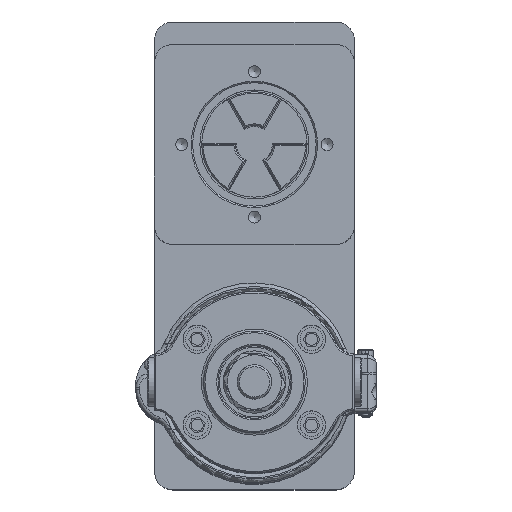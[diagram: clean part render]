
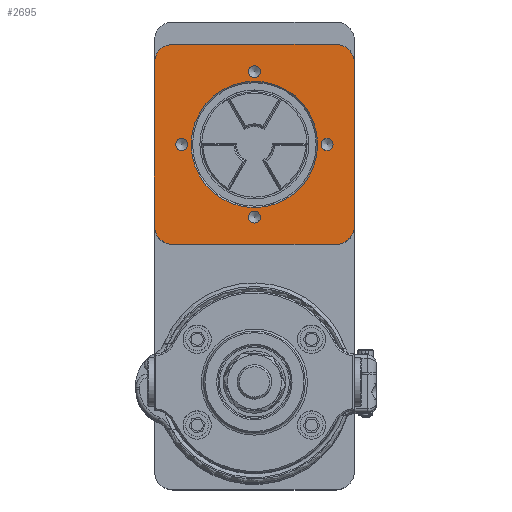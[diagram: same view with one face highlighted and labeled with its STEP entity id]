
A CAD part, top view. The second image highlights one B-rep face of the part: STEP entity #2695.
In plain terms, the highlighted planar face has unit normal (0, 0, 1).
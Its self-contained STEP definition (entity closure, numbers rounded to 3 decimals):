
#63 = EDGE_LOOP ( 'NONE', ( #4431 ) ) ;
#118 = FACE_BOUND ( 'NONE', #63, .T. ) ;
#176 = DIRECTION ( 'NONE',  ( -1., 0., 0. ) ) ;
#196 = VERTEX_POINT ( 'NONE', #21531 ) ;
#471 = ORIENTED_EDGE ( 'NONE', *, *, #20590, .T. ) ;
#872 = VECTOR ( 'NONE', #11890, 1000. ) ;
#887 = DIRECTION ( 'NONE',  ( 0., 0., 1. ) ) ;
#1110 = EDGE_CURVE ( 'NONE', #24084, #24084, #23653, .T. ) ;
#1366 = CARTESIAN_POINT ( 'NONE',  ( 27.5, 0., 44.399 ) ) ;
#1897 = VERTEX_POINT ( 'NONE', #5324 ) ;
#1966 = DIRECTION ( 'NONE',  ( 0., -1., 0. ) ) ;
#2492 = FACE_BOUND ( 'NONE', #17833, .T. ) ;
#2695 = ADVANCED_FACE ( 'NONE', ( #17592, #118, #11595, #2492, #5869, #13845 ), #13348, .F. ) ;
#3290 = VERTEX_POINT ( 'NONE', #15628 ) ;
#3424 = VERTEX_POINT ( 'NONE', #3794 ) ;
#3479 = EDGE_CURVE ( 'NONE', #17230, #1897, #12852, .T. ) ;
#3739 = CARTESIAN_POINT ( 'NONE',  ( 28.575, -34.925, 44.399 ) ) ;
#3794 = CARTESIAN_POINT ( 'NONE',  ( 2.1, -25.4, 44.399 ) ) ;
#4347 = ORIENTED_EDGE ( 'NONE', *, *, #7220, .T. ) ;
#4431 = ORIENTED_EDGE ( 'NONE', *, *, #1110, .F. ) ;
#4510 = AXIS2_PLACEMENT_3D ( 'NONE', #8693, #7174, #23900 ) ;
#4846 = DIRECTION ( 'NONE',  ( 0., 0., -1. ) ) ;
#4943 = CIRCLE ( 'NONE', #23679, 22.098 ) ;
#5086 = VERTEX_POINT ( 'NONE', #14437 ) ;
#5088 = DIRECTION ( 'NONE',  ( -1., 0., 0. ) ) ;
#5190 = LINE ( 'NONE', #12783, #872 ) ;
#5280 = EDGE_CURVE ( 'NONE', #1897, #196, #16226, .T. ) ;
#5324 = CARTESIAN_POINT ( 'NONE',  ( 34.925, 28.575, 44.399 ) ) ;
#5427 = DIRECTION ( 'NONE',  ( 0., 0., 1. ) ) ;
#5543 = VERTEX_POINT ( 'NONE', #3739 ) ;
#5786 = DIRECTION ( 'NONE',  ( 1., 0., 0. ) ) ;
#5804 = LINE ( 'NONE', #13405, #23776 ) ;
#5869 = FACE_BOUND ( 'NONE', #15946, .T. ) ;
#5909 = AXIS2_PLACEMENT_3D ( 'NONE', #9264, #7284, #5786 ) ;
#5973 = ORIENTED_EDGE ( 'NONE', *, *, #13019, .T. ) ;
#6030 = VERTEX_POINT ( 'NONE', #24322 ) ;
#6273 = DIRECTION ( 'NONE',  ( -1., 0., 0. ) ) ;
#6484 = EDGE_CURVE ( 'NONE', #11826, #11826, #9483, .T. ) ;
#6561 = EDGE_LOOP ( 'NONE', ( #7529 ) ) ;
#6658 = AXIS2_PLACEMENT_3D ( 'NONE', #17862, #8156, #6273 ) ;
#7137 = LINE ( 'NONE', #7730, #9306 ) ;
#7174 = DIRECTION ( 'NONE',  ( 0., 0., 1. ) ) ;
#7220 = EDGE_CURVE ( 'NONE', #12618, #6030, #17142, .T. ) ;
#7284 = DIRECTION ( 'NONE',  ( 0., 0., 1. ) ) ;
#7529 = ORIENTED_EDGE ( 'NONE', *, *, #6484, .F. ) ;
#7534 = AXIS2_PLACEMENT_3D ( 'NONE', #15124, #5427, #13016 ) ;
#7730 = CARTESIAN_POINT ( 'NONE',  ( -34.925, -34.925, 44.399 ) ) ;
#8034 = CARTESIAN_POINT ( 'NONE',  ( 34.925, -28.575, 44.399 ) ) ;
#8156 = DIRECTION ( 'NONE',  ( 0., 0., 1. ) ) ;
#8655 = EDGE_CURVE ( 'NONE', #5086, #5086, #9987, .T. ) ;
#8693 = CARTESIAN_POINT ( 'NONE',  ( 25.4, 0., 44.399 ) ) ;
#9264 = CARTESIAN_POINT ( 'NONE',  ( -25.4, 0., 44.399 ) ) ;
#9306 = VECTOR ( 'NONE', #1966, 1000. ) ;
#9483 = CIRCLE ( 'NONE', #5909, 2.1 ) ;
#9562 = ORIENTED_EDGE ( 'NONE', *, *, #3479, .T. ) ;
#9987 = CIRCLE ( 'NONE', #20346, 2.1 ) ;
#10628 = EDGE_CURVE ( 'NONE', #6030, #5543, #5190, .T. ) ;
#10745 = AXIS2_PLACEMENT_3D ( 'NONE', #14236, #887, #22205 ) ;
#10749 = DIRECTION ( 'NONE',  ( 0., 0., 1. ) ) ;
#11487 = CIRCLE ( 'NONE', #7534, 6.35 ) ;
#11562 = ORIENTED_EDGE ( 'NONE', *, *, #10628, .T. ) ;
#11595 = FACE_BOUND ( 'NONE', #20159, .T. ) ;
#11826 = VERTEX_POINT ( 'NONE', #23321 ) ;
#11869 = DIRECTION ( 'NONE',  ( 0., 0., 1. ) ) ;
#11890 = DIRECTION ( 'NONE',  ( 1., 0., 0. ) ) ;
#11952 = DIRECTION ( 'NONE',  ( 0., 0., -1. ) ) ;
#12035 = CARTESIAN_POINT ( 'NONE',  ( -22.098, 0., 44.399 ) ) ;
#12143 = ORIENTED_EDGE ( 'NONE', *, *, #8655, .F. ) ;
#12618 = VERTEX_POINT ( 'NONE', #19979 ) ;
#12680 = ORIENTED_EDGE ( 'NONE', *, *, #18767, .T. ) ;
#12750 = EDGE_CURVE ( 'NONE', #17512, #12618, #7137, .T. ) ;
#12783 = CARTESIAN_POINT ( 'NONE',  ( -34.925, -34.925, 44.399 ) ) ;
#12852 = LINE ( 'NONE', #16979, #17320 ) ;
#13016 = DIRECTION ( 'NONE',  ( -1., 0., 0. ) ) ;
#13019 = EDGE_CURVE ( 'NONE', #19645, #19645, #4943, .T. ) ;
#13106 = EDGE_LOOP ( 'NONE', ( #17828, #4347, #11562, #12680, #9562, #21603, #471, #18065 ) ) ;
#13348 = PLANE ( 'NONE',  #22127 ) ;
#13405 = CARTESIAN_POINT ( 'NONE',  ( -34.925, 34.925, 44.399 ) ) ;
#13845 = FACE_OUTER_BOUND ( 'NONE', #13106, .T. ) ;
#14236 = CARTESIAN_POINT ( 'NONE',  ( 28.575, -28.575, 44.399 ) ) ;
#14437 = CARTESIAN_POINT ( 'NONE',  ( 2.1, 25.4, 44.399 ) ) ;
#15124 = CARTESIAN_POINT ( 'NONE',  ( -28.575, 28.575, 44.399 ) ) ;
#15235 = CARTESIAN_POINT ( 'NONE',  ( 0., 25.4, 44.399 ) ) ;
#15415 = DIRECTION ( 'NONE',  ( 0., 0., 1. ) ) ;
#15628 = CARTESIAN_POINT ( 'NONE',  ( -28.575, 34.925, 44.399 ) ) ;
#15943 = AXIS2_PLACEMENT_3D ( 'NONE', #20233, #10749, #18366 ) ;
#15946 = EDGE_LOOP ( 'NONE', ( #5973 ) ) ;
#16226 = CIRCLE ( 'NONE', #6658, 6.35 ) ;
#16979 = CARTESIAN_POINT ( 'NONE',  ( 34.925, -34.925, 44.399 ) ) ;
#17142 = CIRCLE ( 'NONE', #15943, 6.35 ) ;
#17230 = VERTEX_POINT ( 'NONE', #8034 ) ;
#17311 = CARTESIAN_POINT ( 'NONE',  ( -34.925, 28.575, 44.399 ) ) ;
#17320 = VECTOR ( 'NONE', #24358, 1000. ) ;
#17512 = VERTEX_POINT ( 'NONE', #17311 ) ;
#17592 = FACE_BOUND ( 'NONE', #6561, .T. ) ;
#17828 = ORIENTED_EDGE ( 'NONE', *, *, #12750, .T. ) ;
#17833 = EDGE_LOOP ( 'NONE', ( #18605 ) ) ;
#17862 = CARTESIAN_POINT ( 'NONE',  ( 28.575, 28.575, 44.399 ) ) ;
#17907 = CARTESIAN_POINT ( 'NONE',  ( 0., -25.4, 44.399 ) ) ;
#18065 = ORIENTED_EDGE ( 'NONE', *, *, #24624, .T. ) ;
#18268 = AXIS2_PLACEMENT_3D ( 'NONE', #17907, #15415, #21151 ) ;
#18366 = DIRECTION ( 'NONE',  ( -1., 0., 0. ) ) ;
#18605 = ORIENTED_EDGE ( 'NONE', *, *, #19317, .F. ) ;
#18767 = EDGE_CURVE ( 'NONE', #5543, #17230, #21510, .T. ) ;
#19317 = EDGE_CURVE ( 'NONE', #3424, #3424, #23854, .T. ) ;
#19645 = VERTEX_POINT ( 'NONE', #12035 ) ;
#19979 = CARTESIAN_POINT ( 'NONE',  ( -34.925, -28.575, 44.399 ) ) ;
#20159 = EDGE_LOOP ( 'NONE', ( #12143 ) ) ;
#20233 = CARTESIAN_POINT ( 'NONE',  ( -28.575, -28.575, 44.399 ) ) ;
#20346 = AXIS2_PLACEMENT_3D ( 'NONE', #15235, #11869, #21477 ) ;
#20590 = EDGE_CURVE ( 'NONE', #196, #3290, #5804, .T. ) ;
#21151 = DIRECTION ( 'NONE',  ( 1., 0., 0. ) ) ;
#21440 = CARTESIAN_POINT ( 'NONE',  ( 0., 0., 44.399 ) ) ;
#21477 = DIRECTION ( 'NONE',  ( 1., 0., 0. ) ) ;
#21510 = CIRCLE ( 'NONE', #10745, 6.35 ) ;
#21531 = CARTESIAN_POINT ( 'NONE',  ( 28.575, 34.925, 44.399 ) ) ;
#21603 = ORIENTED_EDGE ( 'NONE', *, *, #5280, .T. ) ;
#22127 = AXIS2_PLACEMENT_3D ( 'NONE', #21440, #11952, #22958 ) ;
#22167 = CARTESIAN_POINT ( 'NONE',  ( 0., 0., 44.399 ) ) ;
#22205 = DIRECTION ( 'NONE',  ( -1., 0., 0. ) ) ;
#22958 = DIRECTION ( 'NONE',  ( -1., 0., 0. ) ) ;
#23321 = CARTESIAN_POINT ( 'NONE',  ( -23.3, 0., 44.399 ) ) ;
#23653 = CIRCLE ( 'NONE', #4510, 2.1 ) ;
#23679 = AXIS2_PLACEMENT_3D ( 'NONE', #22167, #4846, #5088 ) ;
#23776 = VECTOR ( 'NONE', #176, 1000. ) ;
#23854 = CIRCLE ( 'NONE', #18268, 2.1 ) ;
#23900 = DIRECTION ( 'NONE',  ( 1., 0., 0. ) ) ;
#24084 = VERTEX_POINT ( 'NONE', #1366 ) ;
#24322 = CARTESIAN_POINT ( 'NONE',  ( -28.575, -34.925, 44.399 ) ) ;
#24358 = DIRECTION ( 'NONE',  ( 0., 1., 0. ) ) ;
#24624 = EDGE_CURVE ( 'NONE', #3290, #17512, #11487, .T. ) ;
